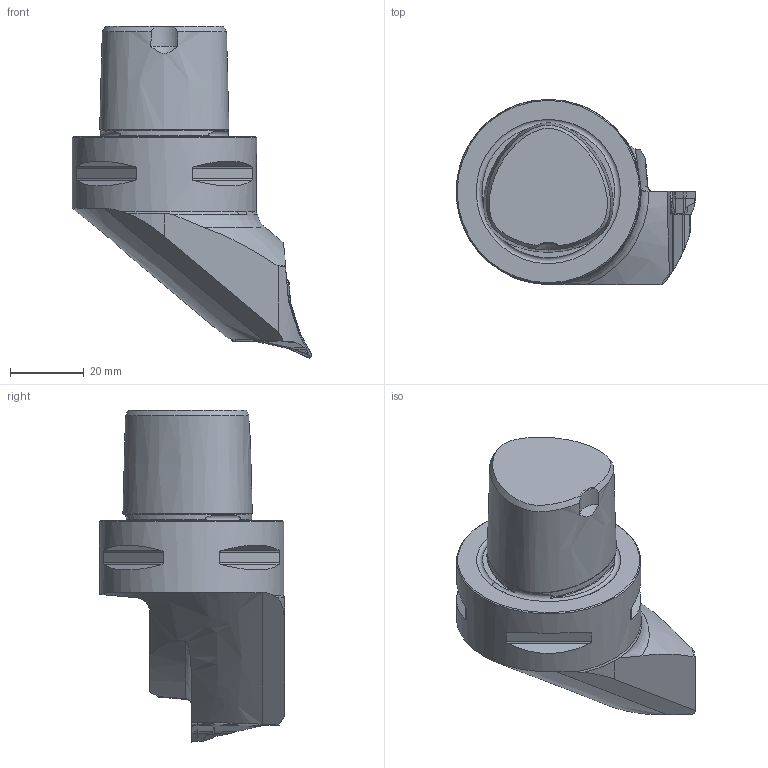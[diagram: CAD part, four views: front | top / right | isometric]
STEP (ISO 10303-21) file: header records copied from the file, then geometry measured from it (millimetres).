
FILE_DESCRIPTION(/* description */ (''),/* implementation_level */ '2;1');
FILE_NAME(/* name */ 'assy.stp',/* time_stamp */ '2017-05-22T15:19:25+02:00',/* author */ (''),/* organization */ ('SMS'),/* preprocessor_version */ 'ST-DEVELOPER v15',/* originating_system */ 'SIEMENS PLM Software NX 8.5',/* authorisation */ '');
FILE_SCHEMA (('AUTOMOTIVE_DESIGN { 1 0 10303 214 3 1 1 1 }'));
Length unit declared in the file: millimetre
Products named in the file (4): ASSEMBLY_CONSTRUCTION; CUT; NOCUT; ASSY
Assembly tree (3 placements, depth 2):
  ASSY
    NOCUT
    CUT
    ASSEMBLY_CONSTRUCTION
Bounding box: 65 x 50.15 x 90 mm (x, y, z)
Volume: 98531.7 mm3; surface area: 16170.1 mm2
Topology: 2 solids, 3 shells, 157 faces, 425 edges, 284 vertices
Faces by surface type: plane 57, cylinder 32, bspline 25, cone 22, torus 11, revolution 9, extrusion 1
Full cylindrical faces by diameter (mm): 10 x1, 50 x1
Entity records: 8286 total; most frequent: CARTESIAN_POINT 4586, ORIENTED_EDGE 820, DIRECTION 597, EDGE_CURVE 410, VERTEX_POINT 272, AXIS2_PLACEMENT_3D 217, B_SPLINE_CURVE_WITH_KNOTS 181, EDGE_LOOP 169
